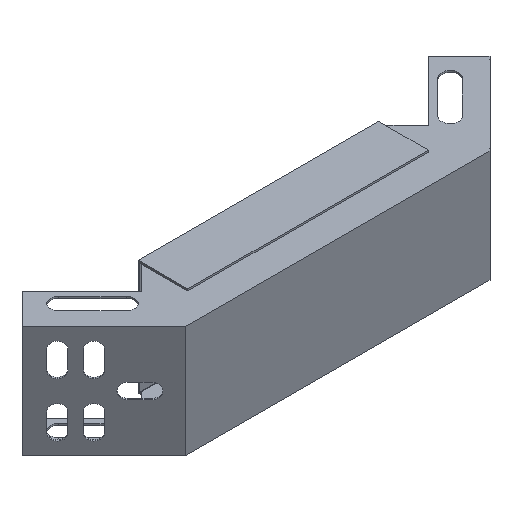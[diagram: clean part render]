
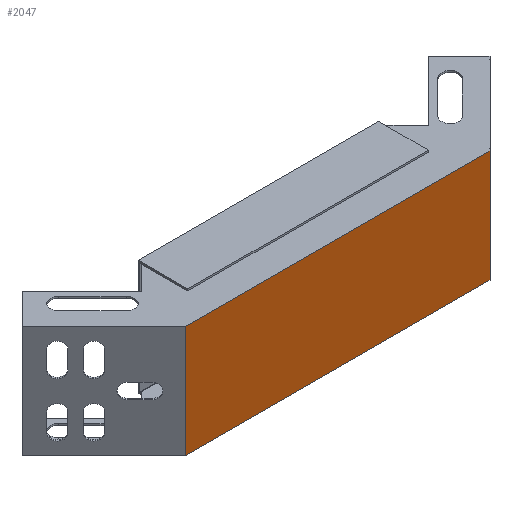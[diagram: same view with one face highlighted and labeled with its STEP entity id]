
A CAD part, isometric view. The second image highlights one B-rep face of the part: STEP entity #2047.
In plain terms, the highlighted planar face has unit normal (0, -1, 0).
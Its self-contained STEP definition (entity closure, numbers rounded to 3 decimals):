
#35 = EDGE_CURVE ( 'NONE', #185, #2650, #2683, .T. ) ;
#140 = VECTOR ( 'NONE', #734, 1000. ) ;
#185 = VERTEX_POINT ( 'NONE', #725 ) ;
#206 = VERTEX_POINT ( 'NONE', #410 ) ;
#370 = CARTESIAN_POINT ( 'NONE',  ( 48.063, -23.927, 0.8 ) ) ;
#393 = VECTOR ( 'NONE', #2686, 1000. ) ;
#410 = CARTESIAN_POINT ( 'NONE',  ( 48.063, -23.927, -50.8 ) ) ;
#439 = CARTESIAN_POINT ( 'NONE',  ( -92.299, -23.927, 0.8 ) ) ;
#466 = ORIENTED_EDGE ( 'NONE', *, *, #2034, .F. ) ;
#689 = LINE ( 'NONE', #888, #140 ) ;
#725 = CARTESIAN_POINT ( 'NONE',  ( -92.299, -23.927, -50.8 ) ) ;
#734 = DIRECTION ( 'NONE',  ( 1., 0., 0. ) ) ;
#806 = FACE_OUTER_BOUND ( 'NONE', #2405, .T. ) ;
#886 = LINE ( 'NONE', #2194, #2827 ) ;
#888 = CARTESIAN_POINT ( 'NONE',  ( -93.203, -23.927, -50.8 ) ) ;
#1053 = ORIENTED_EDGE ( 'NONE', *, *, #35, .F. ) ;
#1152 = AXIS2_PLACEMENT_3D ( 'NONE', #2020, #1979, #1978 ) ;
#1586 = EDGE_CURVE ( 'NONE', #206, #2899, #2429, .T. ) ;
#1649 = ORIENTED_EDGE ( 'NONE', *, *, #1799, .T. ) ;
#1799 = EDGE_CURVE ( 'NONE', #185, #206, #689, .T. ) ;
#1978 = DIRECTION ( 'NONE',  ( 0., 0., 1. ) ) ;
#1979 = DIRECTION ( 'NONE',  ( 0., 1., 0. ) ) ;
#2012 = PLANE ( 'NONE',  #1152 ) ;
#2020 = CARTESIAN_POINT ( 'NONE',  ( -91.968, -23.927, 0. ) ) ;
#2030 = VECTOR ( 'NONE', #2301, 1000. ) ;
#2034 = EDGE_CURVE ( 'NONE', #2650, #2899, #886, .T. ) ;
#2047 = ADVANCED_FACE ( 'NONE', ( #806 ), #2012, .F. ) ;
#2189 = DIRECTION ( 'NONE',  ( 1., 0., 0. ) ) ;
#2194 = CARTESIAN_POINT ( 'NONE',  ( -93.203, -23.927, 0.8 ) ) ;
#2301 = DIRECTION ( 'NONE',  ( 0., 0., 1. ) ) ;
#2372 = CARTESIAN_POINT ( 'NONE',  ( -92.299, -23.927, -50.612 ) ) ;
#2405 = EDGE_LOOP ( 'NONE', ( #1649, #2428, #466, #1053 ) ) ;
#2428 = ORIENTED_EDGE ( 'NONE', *, *, #1586, .T. ) ;
#2429 = LINE ( 'NONE', #2684, #393 ) ;
#2650 = VERTEX_POINT ( 'NONE', #439 ) ;
#2683 = LINE ( 'NONE', #2372, #2030 ) ;
#2684 = CARTESIAN_POINT ( 'NONE',  ( 48.063, -23.927, -50.612 ) ) ;
#2686 = DIRECTION ( 'NONE',  ( 0., 0., 1. ) ) ;
#2827 = VECTOR ( 'NONE', #2189, 1000. ) ;
#2899 = VERTEX_POINT ( 'NONE', #370 ) ;
